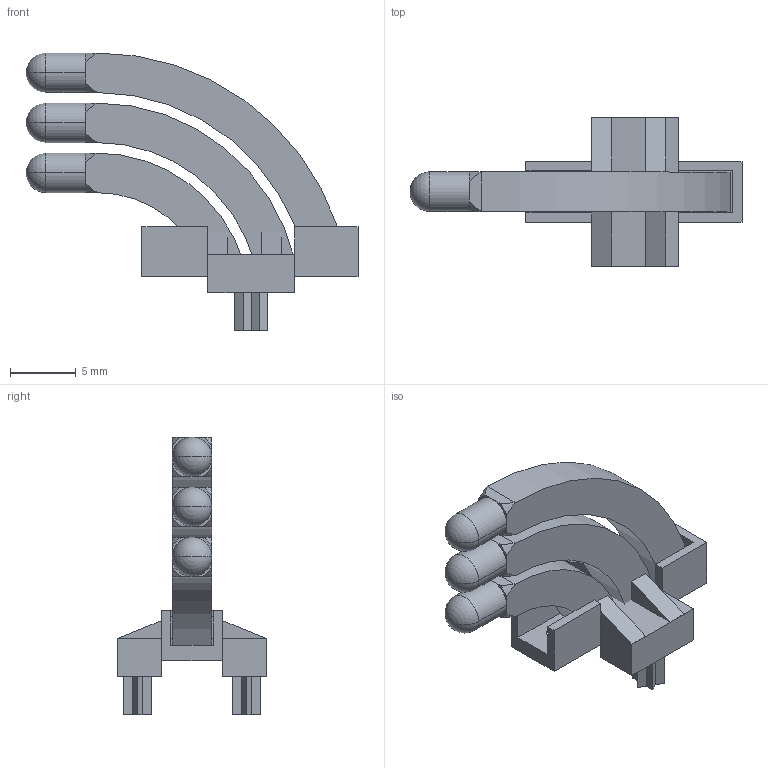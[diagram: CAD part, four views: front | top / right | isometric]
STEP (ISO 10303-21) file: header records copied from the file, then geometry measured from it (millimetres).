
FILE_DESCRIPTION((''),'2;1');
FILE_NAME('LEDLP_MENTOR_1276.1003.stp','2011-11-08T17:32:56',(''),(''),'Mechanical Desktop 2011','Mechanical Desktop 2011',', , ');
FILE_SCHEMA(('AUTOMOTIVE_DESIGN { 1 2 10303 214 1 1 1 1 }'));
Length unit declared in the file: millimetre
Products named in the file (1): Product
Bounding box: 25.2 x 11.3 x 21.1 mm (x, y, z)
Volume: 863 mm3; surface area: 1686.6 mm2
Topology: 14 solids, 14 shells, 155 faces, 360 edges, 231 vertices
Faces by surface type: plane 99, cylinder 20, bspline 18, cone 12, sphere 6
Entity records: 4337 total; most frequent: CARTESIAN_POINT 843, ORIENTED_EDGE 708, DIRECTION 664, EDGE_CURVE 354, VECTOR 272, LINE 272, VERTEX_POINT 231, AXIS2_PLACEMENT_3D 196
